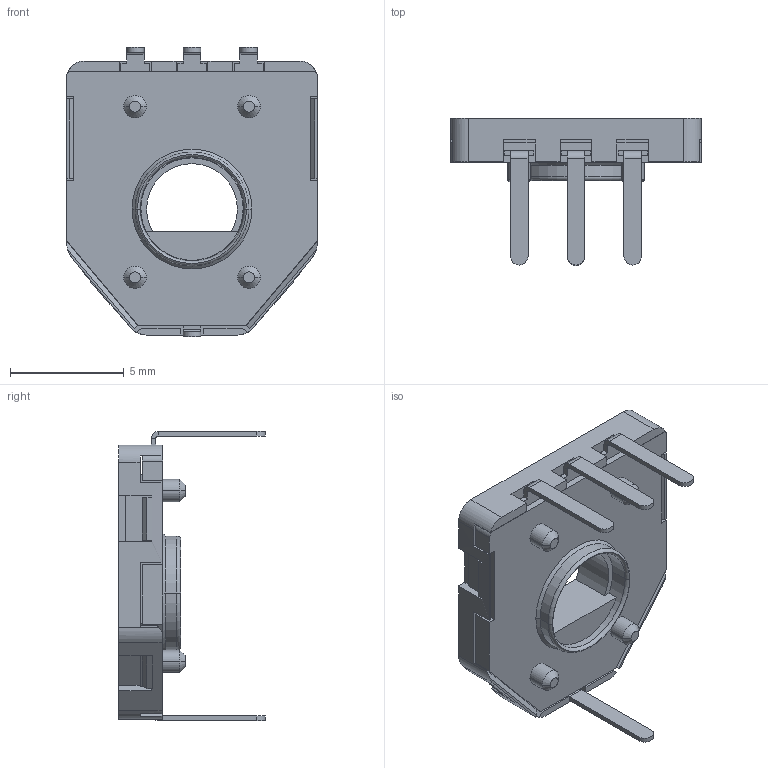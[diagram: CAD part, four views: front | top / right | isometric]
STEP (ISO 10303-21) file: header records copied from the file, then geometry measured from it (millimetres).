
FILE_DESCRIPTION((''),'2;1');
FILE_NAME('32409-05602','2013-01-28T',('RICKB'),('Bourns, Inc.'),'PRO/ENGINEER BY PARAMETRIC TECHNOLOGY CORPORATION, 2012230','PRO/ENGINEER BY PARAMETRIC TECHNOLOGY CORPORATION, 2012230','');
FILE_SCHEMA(('CONFIG_CONTROL_DESIGN'));
Length unit declared in the file: inch
Products named in the file (1): 32409-05602
Bounding box: 11.02 x 6.44 x 12.7 mm (x, y, z)
Volume: 213.9 mm3; surface area: 520.9 mm2
Topology: 1 solids, 2 shells, 306 faces, 823 edges, 528 vertices
Faces by surface type: plane 232, cylinder 56, cone 10, torus 8
Entity records: 9513 total; most frequent: CARTESIAN_POINT 1663, ORIENTED_EDGE 1646, DIRECTION 1587, EDGE_CURVE 823, VECTOR 667, LINE 667, VERTEX_POINT 528, AXIS2_PLACEMENT_3D 460
